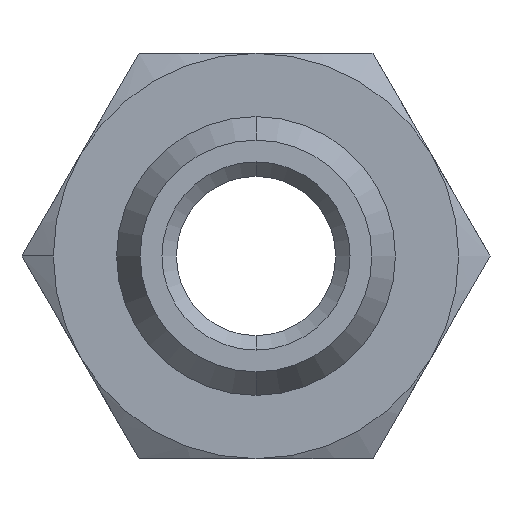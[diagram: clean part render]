
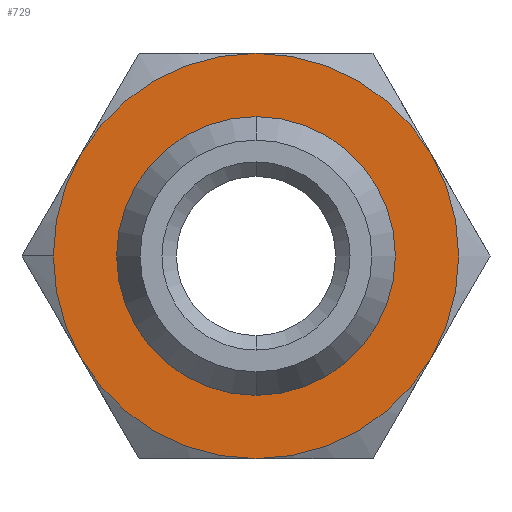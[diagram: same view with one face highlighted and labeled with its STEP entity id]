
A CAD part, front view. The second image highlights one B-rep face of the part: STEP entity #729.
In plain terms, the highlighted planar face has unit normal (0, -1, 0).
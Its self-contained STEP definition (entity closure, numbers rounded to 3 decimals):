
#1 = ORIENTED_EDGE ( 'NONE', *, *, #57, .T. ) ;
#8 = AXIS2_PLACEMENT_3D ( 'NONE', #916, #394, #1121 ) ;
#57 = EDGE_CURVE ( 'NONE', #204, #316, #253, .T. ) ;
#82 = DIRECTION ( 'NONE',  ( -1., 0., 0. ) ) ;
#90 = ORIENTED_EDGE ( 'NONE', *, *, #375, .T. ) ;
#95 = ORIENTED_EDGE ( 'NONE', *, *, #1103, .T. ) ;
#109 = ORIENTED_EDGE ( 'NONE', *, *, #1071, .T. ) ;
#122 = CARTESIAN_POINT ( 'NONE',  ( 0., 6., 0. ) ) ;
#160 = AXIS2_PLACEMENT_3D ( 'NONE', #844, #317, #738 ) ;
#169 = DIRECTION ( 'NONE',  ( -1., 0., 0. ) ) ;
#175 = AXIS2_PLACEMENT_3D ( 'NONE', #961, #504, #958 ) ;
#178 = CARTESIAN_POINT ( 'NONE',  ( -6.062, 6., 3.5 ) ) ;
#180 = CARTESIAN_POINT ( 'NONE',  ( 0., 6., 7. ) ) ;
#195 = EDGE_LOOP ( 'NONE', ( #1, #95, #647, #90, #739, #109, #243 ) ) ;
#204 = VERTEX_POINT ( 'NONE', #1054 ) ;
#243 = ORIENTED_EDGE ( 'NONE', *, *, #515, .T. ) ;
#251 = CARTESIAN_POINT ( 'NONE',  ( 0., 6., -7. ) ) ;
#253 = CIRCLE ( 'NONE', #175, 7. ) ;
#262 = CIRCLE ( 'NONE', #774, 7. ) ;
#265 = AXIS2_PLACEMENT_3D ( 'NONE', #665, #330, #169 ) ;
#271 = EDGE_CURVE ( 'NONE', #956, #1138, #1064, .T. ) ;
#290 = EDGE_LOOP ( 'NONE', ( #912, #384 ) ) ;
#316 = VERTEX_POINT ( 'NONE', #180 ) ;
#317 = DIRECTION ( 'NONE',  ( 0., -1., 0. ) ) ;
#330 = DIRECTION ( 'NONE',  ( 0., -1., 0. ) ) ;
#348 = CARTESIAN_POINT ( 'NONE',  ( 6.062, 6., -3.5 ) ) ;
#350 = DIRECTION ( 'NONE',  ( 0., -1., 0. ) ) ;
#357 = AXIS2_PLACEMENT_3D ( 'NONE', #450, #360, #605 ) ;
#360 = DIRECTION ( 'NONE',  ( 0., -1., 0. ) ) ;
#363 = CIRCLE ( 'NONE', #500, 7. ) ;
#373 = VERTEX_POINT ( 'NONE', #877 ) ;
#375 = EDGE_CURVE ( 'NONE', #1138, #446, #363, .T. ) ;
#384 = ORIENTED_EDGE ( 'NONE', *, *, #603, .F. ) ;
#394 = DIRECTION ( 'NONE',  ( 0., -1., 0. ) ) ;
#397 = CIRCLE ( 'NONE', #487, 7. ) ;
#446 = VERTEX_POINT ( 'NONE', #473 ) ;
#450 = CARTESIAN_POINT ( 'NONE',  ( 0., 6., 0. ) ) ;
#470 = CARTESIAN_POINT ( 'NONE',  ( -7., 6., 0. ) ) ;
#473 = CARTESIAN_POINT ( 'NONE',  ( -6.062, 6., -3.5 ) ) ;
#475 = DIRECTION ( 'NONE',  ( 0., -1., 0. ) ) ;
#487 = AXIS2_PLACEMENT_3D ( 'NONE', #122, #475, #1107 ) ;
#500 = AXIS2_PLACEMENT_3D ( 'NONE', #1065, #350, #974 ) ;
#504 = DIRECTION ( 'NONE',  ( 0., -1., 0. ) ) ;
#510 = DIRECTION ( 'NONE',  ( 0., -1., 0. ) ) ;
#515 = EDGE_CURVE ( 'NONE', #621, #204, #586, .T. ) ;
#516 = CARTESIAN_POINT ( 'NONE',  ( 0., 6., 0. ) ) ;
#524 = VERTEX_POINT ( 'NONE', #251 ) ;
#532 = DIRECTION ( 'NONE',  ( 0., 0., -1. ) ) ;
#551 = FACE_OUTER_BOUND ( 'NONE', #195, .T. ) ;
#557 = DIRECTION ( 'NONE',  ( 0., -1., 0. ) ) ;
#573 = VERTEX_POINT ( 'NONE', #868 ) ;
#574 = CIRCLE ( 'NONE', #357, 7. ) ;
#586 = CIRCLE ( 'NONE', #1020, 7. ) ;
#603 = EDGE_CURVE ( 'NONE', #373, #573, #1145, .T. ) ;
#605 = DIRECTION ( 'NONE',  ( -1., 0., 0. ) ) ;
#621 = VERTEX_POINT ( 'NONE', #348 ) ;
#629 = FACE_BOUND ( 'NONE', #290, .T. ) ;
#647 = ORIENTED_EDGE ( 'NONE', *, *, #271, .T. ) ;
#654 = AXIS2_PLACEMENT_3D ( 'NONE', #516, #790, #532 ) ;
#665 = CARTESIAN_POINT ( 'NONE',  ( 0., 6., 0. ) ) ;
#727 = DIRECTION ( 'NONE',  ( 0., 0., 1. ) ) ;
#729 = ADVANCED_FACE ( 'NONE', ( #629, #551 ), #1008, .T. ) ;
#738 = DIRECTION ( 'NONE',  ( 0., 0., -1. ) ) ;
#739 = ORIENTED_EDGE ( 'NONE', *, *, #771, .T. ) ;
#743 = EDGE_CURVE ( 'NONE', #573, #373, #1001, .T. ) ;
#771 = EDGE_CURVE ( 'NONE', #446, #524, #397, .T. ) ;
#774 = AXIS2_PLACEMENT_3D ( 'NONE', #920, #557, #727 ) ;
#778 = CARTESIAN_POINT ( 'NONE',  ( 0., 6., 0. ) ) ;
#790 = DIRECTION ( 'NONE',  ( 0., -1., 0. ) ) ;
#844 = CARTESIAN_POINT ( 'NONE',  ( 0., 6., 0. ) ) ;
#868 = CARTESIAN_POINT ( 'NONE',  ( 0., 6., 4.815 ) ) ;
#877 = CARTESIAN_POINT ( 'NONE',  ( 0., 6., -4.815 ) ) ;
#912 = ORIENTED_EDGE ( 'NONE', *, *, #743, .F. ) ;
#916 = CARTESIAN_POINT ( 'NONE',  ( -7.084, 6., 7.084 ) ) ;
#920 = CARTESIAN_POINT ( 'NONE',  ( 0., 6., 0. ) ) ;
#956 = VERTEX_POINT ( 'NONE', #178 ) ;
#958 = DIRECTION ( 'NONE',  ( 0., 0., 1. ) ) ;
#961 = CARTESIAN_POINT ( 'NONE',  ( 0., 6., 0. ) ) ;
#974 = DIRECTION ( 'NONE',  ( -1., 0., 0. ) ) ;
#1001 = CIRCLE ( 'NONE', #160, 4.815 ) ;
#1008 = PLANE ( 'NONE',  #8 ) ;
#1020 = AXIS2_PLACEMENT_3D ( 'NONE', #778, #510, #82 ) ;
#1054 = CARTESIAN_POINT ( 'NONE',  ( 6.062, 6., 3.5 ) ) ;
#1064 = CIRCLE ( 'NONE', #265, 7. ) ;
#1065 = CARTESIAN_POINT ( 'NONE',  ( 0., 6., 0. ) ) ;
#1071 = EDGE_CURVE ( 'NONE', #524, #621, #574, .T. ) ;
#1103 = EDGE_CURVE ( 'NONE', #316, #956, #262, .T. ) ;
#1107 = DIRECTION ( 'NONE',  ( 0., 0., 1. ) ) ;
#1121 = DIRECTION ( 'NONE',  ( 0., 0., -1. ) ) ;
#1138 = VERTEX_POINT ( 'NONE', #470 ) ;
#1145 = CIRCLE ( 'NONE', #654, 4.815 ) ;
